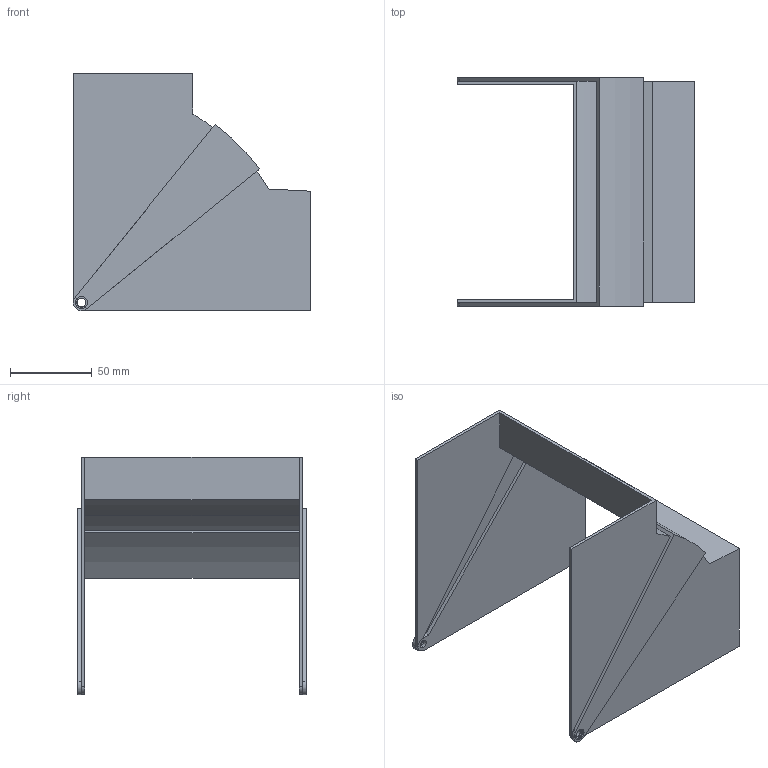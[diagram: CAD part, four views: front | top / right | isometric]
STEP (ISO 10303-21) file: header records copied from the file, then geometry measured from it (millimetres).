
FILE_DESCRIPTION (( 'STEP AP214' ), '1' );
FILE_NAME ('6274443.STEP', '2025-02-18T10:27:46', ( '' ), ( '' ), 'SwSTEP 2.0', 'SolidWorks 2024', '' );
FILE_SCHEMA (( 'AUTOMOTIVE_DESIGN' ));
Length unit declared in the file: millimetre
Products named in the file (3): 039521_Standard; 039520_Standard; 6274443
Assembly tree (2 placements, depth 2):
  6274443
    039520_Standard
    039521_Standard
Bounding box: 145 x 139.4 x 145 mm (x, y, z)
Volume: 116577.6 mm3; surface area: 118381.1 mm2
Topology: 2 solids, 2 shells, 59 faces, 157 edges, 104 vertices
Faces by surface type: plane 35, cylinder 24
Entity records: 1949 total; most frequent: DIRECTION 335, CARTESIAN_POINT 325, ORIENTED_EDGE 314, EDGE_CURVE 157, AXIS2_PLACEMENT_3D 114, LINE 107, VECTOR 107, VERTEX_POINT 104
